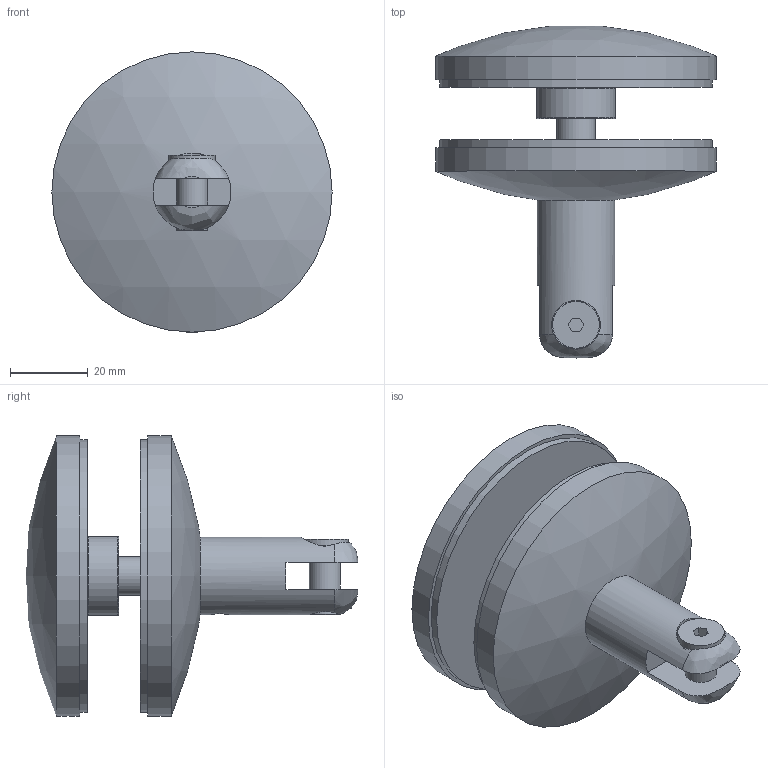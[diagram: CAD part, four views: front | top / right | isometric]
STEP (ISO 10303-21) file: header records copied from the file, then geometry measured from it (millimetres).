
FILE_DESCRIPTION(/* description */ (''),/* implementation_level */ '2;1');
FILE_NAME(/* name */ '41789.iam.step',/* time_stamp */ '2022-08-22T09:48:56+02:00',/* author */ ('Abt. Technik'),/* organization */ (''),/* preprocessor_version */ 'ST-DEVELOPER v19.2',/* originating_system */ 'Autodesk Inventor 2023',/* authorisation */ '');
FILE_SCHEMA (('AUTOMOTIVE_DESIGN { 1 0 10303 214 3 1 1 }'));
Length unit declared in the file: millimetre
Products named in the file (9): 41789; Kopf 41735; 40903; 40910 Kunststoff weiß; DIN EN ISO 4026 - M10 x 40; 41789 Boden; 41769; M8 Schraube für Gabelmuttern; DIN 913 - M5 x 5
Assembly tree (9 placements, depth 2):
  41789
    Kopf 41735
    40903  x2
    40910 Kunststoff weiß
    DIN EN ISO 4026 - M10 x 40
    41789 Boden
    41769
    M8 Schraube für Gabelmuttern
    DIN 913 - M5 x 5
Bounding box: 72 x 85.29 x 72 mm (x, y, z)
Volume: 109841.5 mm3; surface area: 44055.7 mm2
Topology: 9 solids, 9 shells, 84 faces, 184 edges, 124 vertices
Faces by surface type: plane 46, cylinder 23, cone 9, sphere 2, torus 2, bspline 2
Full cylindrical faces by diameter (mm): 3 x1, 5 x2, 8 x3, 8.5 x1, 10 x3, 12 x1, 12.5 x1, 14 x4, 14.2 x1, 20 x1, 20.2 x1, 70 x2, 72 x2
Entity records: 2861 total; most frequent: CARTESIAN_POINT 714, DIRECTION 398, ORIENTED_EDGE 350, EDGE_CURVE 175, AXIS2_PLACEMENT_3D 159, VERTEX_POINT 120, EDGE_LOOP 101, FACE_OUTER_BOUND 80
